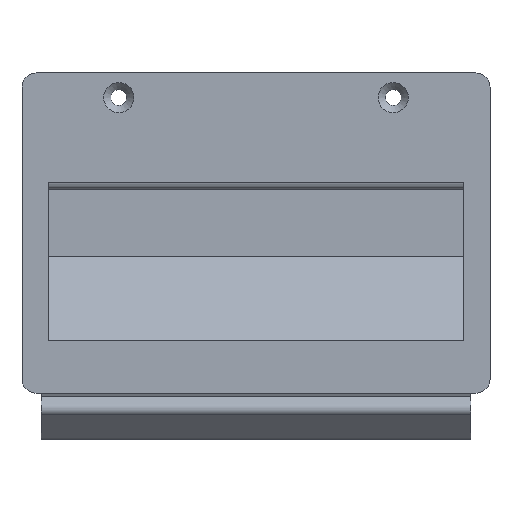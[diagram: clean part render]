
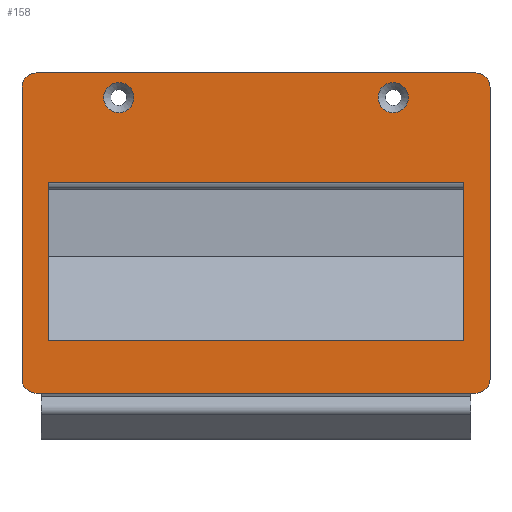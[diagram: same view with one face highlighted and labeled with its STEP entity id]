
A CAD part, top view. The second image highlights one B-rep face of the part: STEP entity #158.
In plain terms, the highlighted planar face has unit normal (0, 0, 1).
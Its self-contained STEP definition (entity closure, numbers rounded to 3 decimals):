
#158 = ADVANCED_FACE( '', ( #348, #349, #350, #351 ), #352, .F. );
#348 = FACE_BOUND( '', #561, .T. );
#349 = FACE_BOUND( '', #562, .T. );
#350 = FACE_OUTER_BOUND( '', #563, .T. );
#351 = FACE_BOUND( '', #564, .T. );
#352 = PLANE( '', #565 );
#561 = EDGE_LOOP( '', ( #967 ) );
#562 = EDGE_LOOP( '', ( #968 ) );
#563 = EDGE_LOOP( '', ( #969, #970, #971, #972, #973, #974, #975, #976 ) );
#564 = EDGE_LOOP( '', ( #977, #978, #979, #980 ) );
#565 = AXIS2_PLACEMENT_3D( '', #981, #982, #983 );
#967 = ORIENTED_EDGE( '', *, *, #1309, .T. );
#968 = ORIENTED_EDGE( '', *, *, #1402, .T. );
#969 = ORIENTED_EDGE( '', *, *, #1344, .F. );
#970 = ORIENTED_EDGE( '', *, *, #1421, .T. );
#971 = ORIENTED_EDGE( '', *, *, #1411, .T. );
#972 = ORIENTED_EDGE( '', *, *, #1416, .T. );
#973 = ORIENTED_EDGE( '', *, *, #1422, .T. );
#974 = ORIENTED_EDGE( '', *, *, #1380, .T. );
#975 = ORIENTED_EDGE( '', *, *, #1423, .T. );
#976 = ORIENTED_EDGE( '', *, *, #1424, .T. );
#977 = ORIENTED_EDGE( '', *, *, #1394, .T. );
#978 = ORIENTED_EDGE( '', *, *, #1425, .T. );
#979 = ORIENTED_EDGE( '', *, *, #1387, .F. );
#980 = ORIENTED_EDGE( '', *, *, #1426, .T. );
#981 = CARTESIAN_POINT( '', ( 118., 28., 22.5 ) );
#982 = DIRECTION( '', ( 0., 0., -1. ) );
#983 = DIRECTION( '', ( -1., 0., 0. ) );
#1309 = EDGE_CURVE( '', #1588, #1588, #1589, .T. );
#1344 = EDGE_CURVE( '', #1641, #1642, #1643, .T. );
#1380 = EDGE_CURVE( '', #1699, #1700, #1701, .T. );
#1387 = EDGE_CURVE( '', #1710, #1708, #1712, .T. );
#1394 = EDGE_CURVE( '', #1723, #1721, #1724, .T. );
#1402 = EDGE_CURVE( '', #1735, #1735, #1736, .T. );
#1411 = EDGE_CURVE( '', #1749, #1750, #1751, .T. );
#1416 = EDGE_CURVE( '', #1750, #1758, #1759, .T. );
#1421 = EDGE_CURVE( '', #1641, #1749, #1765, .T. );
#1422 = EDGE_CURVE( '', #1758, #1699, #1766, .T. );
#1423 = EDGE_CURVE( '', #1700, #1767, #1768, .T. );
#1424 = EDGE_CURVE( '', #1767, #1642, #1769, .T. );
#1425 = EDGE_CURVE( '', #1721, #1708, #1770, .T. );
#1426 = EDGE_CURVE( '', #1710, #1723, #1771, .T. );
#1588 = VERTEX_POINT( '', #1980 );
#1589 = CIRCLE( '', #1981, 4.3 );
#1641 = VERTEX_POINT( '', #2053 );
#1642 = VERTEX_POINT( '', #2054 );
#1643 = LINE( '', #2055, #2056 );
#1699 = VERTEX_POINT( '', #2138 );
#1700 = VERTEX_POINT( '', #2139 );
#1701 = CIRCLE( '', #2140, 4. );
#1708 = VERTEX_POINT( '', #2149 );
#1710 = VERTEX_POINT( '', #2151 );
#1712 = LINE( '', #2153, #2154 );
#1721 = VERTEX_POINT( '', #2165 );
#1723 = VERTEX_POINT( '', #2168 );
#1724 = LINE( '', #2169, #2170 );
#1735 = VERTEX_POINT( '', #2186 );
#1736 = CIRCLE( '', #2187, 4.3 );
#1749 = VERTEX_POINT( '', #2205 );
#1750 = VERTEX_POINT( '', #2206 );
#1751 = LINE( '', #2207, #2208 );
#1758 = VERTEX_POINT( '', #2218 );
#1759 = CIRCLE( '', #2219, 4. );
#1765 = CIRCLE( '', #2226, 4. );
#1766 = LINE( '', #2227, #2228 );
#1767 = VERTEX_POINT( '', #2229 );
#1768 = LINE( '', #2230, #2231 );
#1769 = CIRCLE( '', #2232, 4. );
#1770 = LINE( '', #2233, #2234 );
#1771 = LINE( '', #2235, #2236 );
#1980 = CARTESIAN_POINT( '', ( 93.7, 97., 22.5 ) );
#1981 = AXIS2_PLACEMENT_3D( '', #2383, #2384, #2385 );
#2053 = CARTESIAN_POINT( '', ( 121.5, 13., 22.5 ) );
#2054 = CARTESIAN_POINT( '', ( -3.5, 13., 22.5 ) );
#2055 = CARTESIAN_POINT( '', ( 118., 13., 22.5 ) );
#2056 = VECTOR( '', #2427, 1000. );
#2138 = CARTESIAN_POINT( '', ( -3.5, 104., 22.5 ) );
#2139 = CARTESIAN_POINT( '', ( -7.5, 100., 22.5 ) );
#2140 = AXIS2_PLACEMENT_3D( '', #2463, #2464, #2465 );
#2149 = CARTESIAN_POINT( '', ( 0., 73., 22.5 ) );
#2151 = CARTESIAN_POINT( '', ( 118., 73., 22.5 ) );
#2153 = CARTESIAN_POINT( '', ( 118., 73., 22.5 ) );
#2154 = VECTOR( '', #2477, 1000. );
#2165 = CARTESIAN_POINT( '', ( 0., 28., 22.5 ) );
#2168 = CARTESIAN_POINT( '', ( 118., 28., 22.5 ) );
#2169 = CARTESIAN_POINT( '', ( 118., 28., 22.5 ) );
#2170 = VECTOR( '', #2484, 1000. );
#2186 = CARTESIAN_POINT( '', ( 15.7, 97., 22.5 ) );
#2187 = AXIS2_PLACEMENT_3D( '', #2490, #2491, #2492 );
#2205 = CARTESIAN_POINT( '', ( 125.5, 17., 22.5 ) );
#2206 = CARTESIAN_POINT( '', ( 125.5, 100., 22.5 ) );
#2207 = CARTESIAN_POINT( '', ( 125.5, 17., 22.5 ) );
#2208 = VECTOR( '', #2498, 1000. );
#2218 = CARTESIAN_POINT( '', ( 121.5, 104., 22.5 ) );
#2219 = AXIS2_PLACEMENT_3D( '', #2502, #2503, #2504 );
#2226 = AXIS2_PLACEMENT_3D( '', #2509, #2510, #2511 );
#2227 = CARTESIAN_POINT( '', ( 118., 104., 22.5 ) );
#2228 = VECTOR( '', #2512, 1000. );
#2229 = CARTESIAN_POINT( '', ( -7.5, 17., 22.5 ) );
#2230 = CARTESIAN_POINT( '', ( -7.5, 100., 22.5 ) );
#2231 = VECTOR( '', #2513, 1000. );
#2232 = AXIS2_PLACEMENT_3D( '', #2514, #2515, #2516 );
#2233 = CARTESIAN_POINT( '', ( 0., 13., 22.5 ) );
#2234 = VECTOR( '', #2517, 1000. );
#2235 = CARTESIAN_POINT( '', ( 118., 104., 22.5 ) );
#2236 = VECTOR( '', #2518, 1000. );
#2383 = CARTESIAN_POINT( '', ( 98., 97., 22.5 ) );
#2384 = DIRECTION( '', ( 0., 0., -1. ) );
#2385 = DIRECTION( '', ( -1., 0., 0. ) );
#2427 = DIRECTION( '', ( -1., 0., 0. ) );
#2463 = CARTESIAN_POINT( '', ( -3.5, 100., 22.5 ) );
#2464 = DIRECTION( '', ( 0., 0., 1. ) );
#2465 = DIRECTION( '', ( 1., 0., 0. ) );
#2477 = DIRECTION( '', ( -1., 0., 0. ) );
#2484 = DIRECTION( '', ( -1., 0., 0. ) );
#2490 = CARTESIAN_POINT( '', ( 20., 97., 22.5 ) );
#2491 = DIRECTION( '', ( 0., 0., -1. ) );
#2492 = DIRECTION( '', ( -1., 0., 0. ) );
#2498 = DIRECTION( '', ( 0., 1., 0. ) );
#2502 = CARTESIAN_POINT( '', ( 121.5, 100., 22.5 ) );
#2503 = DIRECTION( '', ( 0., 0., 1. ) );
#2504 = DIRECTION( '', ( 1., 0., 0. ) );
#2509 = CARTESIAN_POINT( '', ( 121.5, 17., 22.5 ) );
#2510 = DIRECTION( '', ( 0., 0., 1. ) );
#2511 = DIRECTION( '', ( 1., 0., 0. ) );
#2512 = DIRECTION( '', ( -1., 0., 0. ) );
#2513 = DIRECTION( '', ( 0., -1., 0. ) );
#2514 = CARTESIAN_POINT( '', ( -3.5, 17., 22.5 ) );
#2515 = DIRECTION( '', ( 0., 0., 1. ) );
#2516 = DIRECTION( '', ( 1., 0., 0. ) );
#2517 = DIRECTION( '', ( 0., 1., 0. ) );
#2518 = DIRECTION( '', ( 0., -1., 0. ) );
